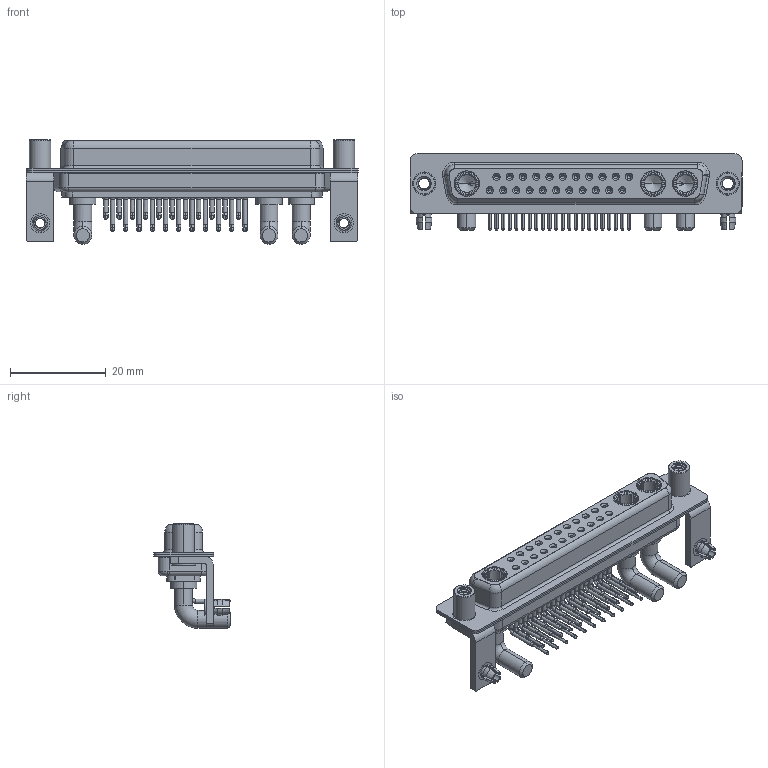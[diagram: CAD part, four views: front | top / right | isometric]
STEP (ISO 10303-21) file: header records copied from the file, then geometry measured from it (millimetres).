
FILE_DESCRIPTION (( 'STEP AP203' ), '1' );
FILE_NAME ('630-25W3640-4T5.STEP', '2022-06-07T07:53:49', ( '' ), ( '' ), 'SwSTEP 2.0', 'SolidWorks 2020', '' );
FILE_SCHEMA (( 'CONFIG_CONTROL_DESIGN' ));
Length unit declared in the file: millimetre
Products named in the file (10): 630Combo Board Lock; 630Combo Threaded Standoff_5; 630Combo Shell Rear_37 Contacts; 630Combo Housing_25W3; Power Socket_40A RA; 630Combo Stabilizer Bracket; 630-25W3640-4T5; 630Combo Contact Row 1; 630Combo Contact Row 2; 630Combo Shell Front_37 Contacts
Assembly tree (34 placements, depth 2):
  630-25W3640-4T5
    630Combo Housing_25W3
    630Combo Shell Front_37 Contacts
    630Combo Shell Rear_37 Contacts
    630Combo Stabilizer Bracket  x2
    630Combo Board Lock  x2
    630Combo Threaded Standoff_5  x2
    Power Socket_40A RA  x3
    630Combo Contact Row 1  x11
    630Combo Contact Row 2  x11
Bounding box: 69.4 x 16 x 21.88 mm (x, y, z)
Volume: 6326.7 mm3; surface area: 13971.6 mm2
Topology: 37 solids, 37 shells, 1859 faces, 4757 edges, 3014 vertices
Faces by surface type: cylinder 810, plane 554, cone 323, bspline 97, torus 75
Entity records: 27261 total; most frequent: CARTESIAN_POINT 6433, DIRECTION 4324, ORIENTED_EDGE 3788, EDGE_CURVE 1894, AXIS2_PLACEMENT_3D 1784, VERTEX_POINT 1213, CIRCLE 969, EDGE_LOOP 949
